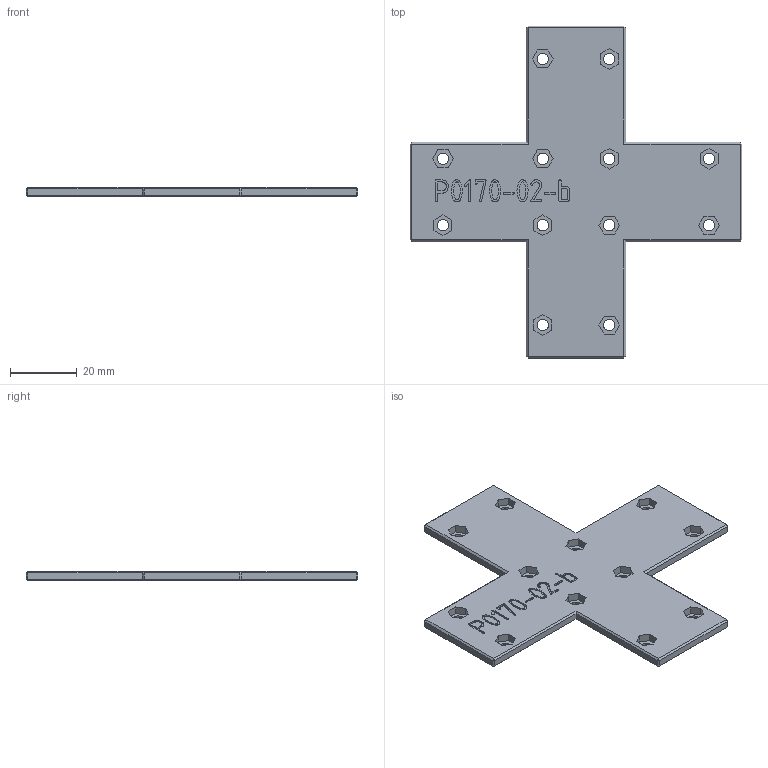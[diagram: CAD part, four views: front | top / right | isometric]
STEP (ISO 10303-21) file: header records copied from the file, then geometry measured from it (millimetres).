
FILE_DESCRIPTION(('FreeCAD Model'),'2;1');
FILE_NAME('Open CASCADE Shape Model','2023-10-07T19:13:56',(''),(''), 'Open CASCADE STEP processor 7.6','FreeCAD','Unknown');
FILE_SCHEMA(('AUTOMOTIVE_DESIGN { 1 0 10303 214 1 1 1 1 }'));
Length unit declared in the file: millimetre
Products named in the file (1): P0170-02-b_Verbindungskreuz
Bounding box: 99.8 x 99.8 x 3 mm (x, y, z)
Volume: 14250.7 mm3; surface area: 11584.5 mm2
Topology: 1 solids, 1 shells, 339 faces, 874 edges, 564 vertices
Faces by surface type: plane 186, extrusion 141, cylinder 12
Full cylindrical faces by diameter (mm): 3.4 x12
Entity records: 21794 total; most frequent: CARTESIAN_POINT 5008, DIRECTION 2609, VECTOR 2151, LINE 2010, ORIENTED_EDGE 1748, PCURVE 1748, DEFINITIONAL_REPRESENTATION 1748, EDGE_CURVE 874
